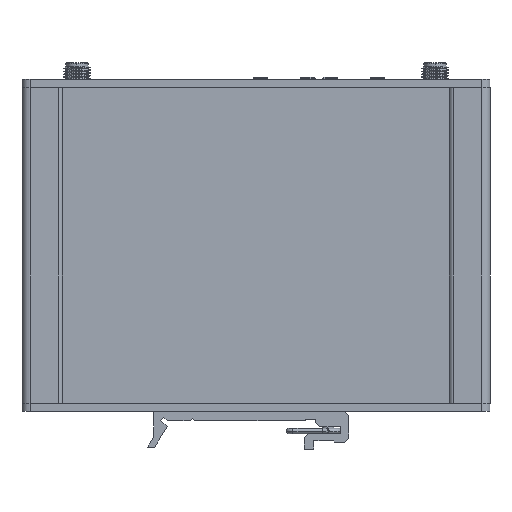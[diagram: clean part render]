
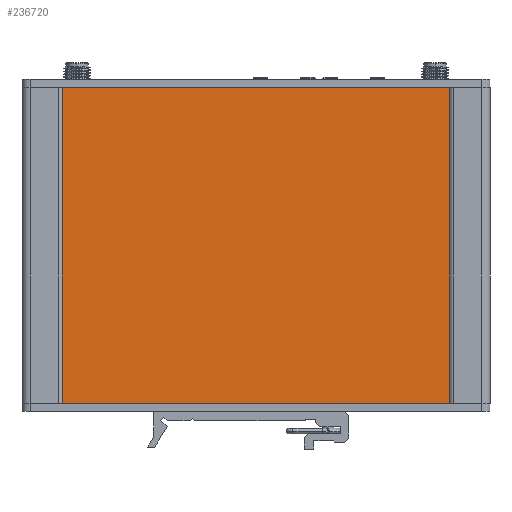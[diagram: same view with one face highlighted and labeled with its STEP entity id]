
A CAD part, front view. The second image highlights one B-rep face of the part: STEP entity #236720.
In plain terms, the highlighted planar face has unit normal (0, -1, 0).
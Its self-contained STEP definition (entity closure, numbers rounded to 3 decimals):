
#11115 = CARTESIAN_POINT ( 'NONE',  ( -46.8, -20., 76.3 ) ) ;
#11337 = VERTEX_POINT ( 'NONE', #262800 ) ;
#14706 = VERTEX_POINT ( 'NONE', #70898 ) ;
#24102 = CARTESIAN_POINT ( 'NONE',  ( -46.8, -20., 0. ) ) ;
#30775 = EDGE_LOOP ( 'NONE', ( #229757, #120651, #56208, #61441 ) ) ;
#34456 = CARTESIAN_POINT ( 'NONE',  ( -46.8, -20., 0. ) ) ;
#37788 = CARTESIAN_POINT ( 'NONE',  ( -46.8, -20., 76.3 ) ) ;
#56208 = ORIENTED_EDGE ( 'NONE', *, *, #169025, .F. ) ;
#61441 = ORIENTED_EDGE ( 'NONE', *, *, #238875, .T. ) ;
#68273 = VECTOR ( 'NONE', #174483, 1000. ) ;
#70898 = CARTESIAN_POINT ( 'NONE',  ( 46.8, -20., 0. ) ) ;
#93575 = FACE_OUTER_BOUND ( 'NONE', #30775, .T. ) ;
#111629 = EDGE_CURVE ( 'NONE', #287342, #14706, #292257, .T. ) ;
#116082 = LINE ( 'NONE', #11115, #179717 ) ;
#120651 = ORIENTED_EDGE ( 'NONE', *, *, #278091, .F. ) ;
#169025 = EDGE_CURVE ( 'NONE', #11337, #240533, #116082, .T. ) ;
#171764 = VECTOR ( 'NONE', #216727, 1000. ) ;
#173308 = VECTOR ( 'NONE', #231713, 1000. ) ;
#174483 = DIRECTION ( 'NONE',  ( 0., 0., -1. ) ) ;
#179717 = VECTOR ( 'NONE', #284363, 1000. ) ;
#190892 = CARTESIAN_POINT ( 'NONE',  ( 46.8, -20., 76.3 ) ) ;
#200058 = DIRECTION ( 'NONE',  ( 0., 1., 0. ) ) ;
#201732 = LINE ( 'NONE', #232676, #173308 ) ;
#216727 = DIRECTION ( 'NONE',  ( 1., 0., 0. ) ) ;
#221834 = CARTESIAN_POINT ( 'NONE',  ( -46.8, -20., 76.3 ) ) ;
#229757 = ORIENTED_EDGE ( 'NONE', *, *, #111629, .T. ) ;
#231713 = DIRECTION ( 'NONE',  ( 0., 0., -1. ) ) ;
#232676 = CARTESIAN_POINT ( 'NONE',  ( 46.8, -20., 76.3 ) ) ;
#236720 = ADVANCED_FACE ( 'NONE', ( #93575 ), #292075, .F. ) ;
#238875 = EDGE_CURVE ( 'NONE', #11337, #287342, #249040, .T. ) ;
#240533 = VERTEX_POINT ( 'NONE', #190892 ) ;
#245137 = AXIS2_PLACEMENT_3D ( 'NONE', #221834, #200058, #293027 ) ;
#249040 = LINE ( 'NONE', #37788, #68273 ) ;
#262800 = CARTESIAN_POINT ( 'NONE',  ( -46.8, -20., 76.3 ) ) ;
#278091 = EDGE_CURVE ( 'NONE', #240533, #14706, #201732, .T. ) ;
#284363 = DIRECTION ( 'NONE',  ( 1., 0., 0. ) ) ;
#287342 = VERTEX_POINT ( 'NONE', #24102 ) ;
#292075 = PLANE ( 'NONE',  #245137 ) ;
#292257 = LINE ( 'NONE', #34456, #171764 ) ;
#293027 = DIRECTION ( 'NONE',  ( 0., 0., 1. ) ) ;
